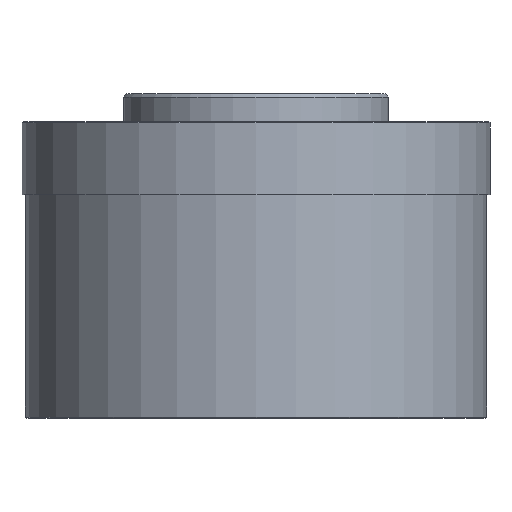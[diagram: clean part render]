
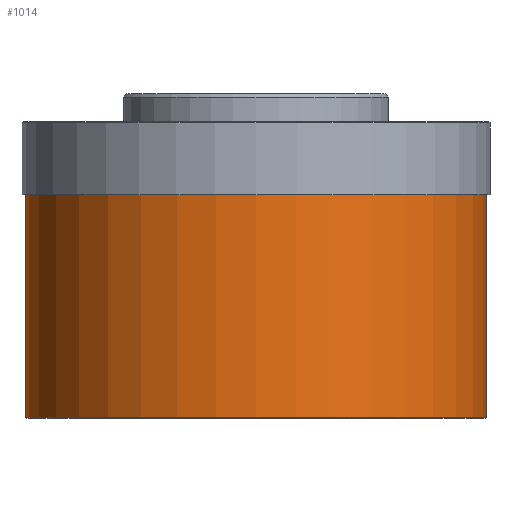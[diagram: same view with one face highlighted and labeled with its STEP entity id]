
A CAD part, front view. The second image highlights one B-rep face of the part: STEP entity #1014.
In plain terms, the highlighted cylindrical face has radius 33 mm (diameter 66 mm), a partial arc.
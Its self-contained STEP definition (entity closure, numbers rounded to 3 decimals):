
#10 = ORIENTED_EDGE ( 'NONE', *, *, #485, .F. ) ;
#29 = VERTEX_POINT ( 'NONE', #458 ) ;
#37 = CARTESIAN_POINT ( 'NONE',  ( 33., 0., 32. ) ) ;
#70 = CARTESIAN_POINT ( 'NONE',  ( 33., 0., 32. ) ) ;
#107 = CARTESIAN_POINT ( 'NONE',  ( -33., 0., 32. ) ) ;
#118 = DIRECTION ( 'NONE',  ( 0., 0., -1. ) ) ;
#124 = VERTEX_POINT ( 'NONE', #775 ) ;
#132 = CARTESIAN_POINT ( 'NONE',  ( 0., 0., 32. ) ) ;
#170 = DIRECTION ( 'NONE',  ( 0., 0., 1. ) ) ;
#245 = DIRECTION ( 'NONE',  ( -1., 0., 0. ) ) ;
#253 = CARTESIAN_POINT ( 'NONE',  ( 0., 0., 32. ) ) ;
#279 = VECTOR ( 'NONE', #336, 1000. ) ;
#304 = VERTEX_POINT ( 'NONE', #597 ) ;
#306 = ORIENTED_EDGE ( 'NONE', *, *, #346, .T. ) ;
#336 = DIRECTION ( 'NONE',  ( 0., 0., -1. ) ) ;
#343 = VERTEX_POINT ( 'NONE', #37 ) ;
#346 = EDGE_CURVE ( 'NONE', #343, #124, #708, .T. ) ;
#407 = EDGE_LOOP ( 'NONE', ( #10, #306, #995, #704 ) ) ;
#452 = AXIS2_PLACEMENT_3D ( 'NONE', #555, #170, #861 ) ;
#458 = CARTESIAN_POINT ( 'NONE',  ( 33., 0., 0.2 ) ) ;
#469 = DIRECTION ( 'NONE',  ( 0., 0., -1. ) ) ;
#477 = CIRCLE ( 'NONE', #452, 33. ) ;
#485 = EDGE_CURVE ( 'NONE', #343, #29, #848, .T. ) ;
#518 = FACE_OUTER_BOUND ( 'NONE', #407, .T. ) ;
#555 = CARTESIAN_POINT ( 'NONE',  ( 0., 0., 0.2 ) ) ;
#597 = CARTESIAN_POINT ( 'NONE',  ( -33., 0., 0.2 ) ) ;
#599 = EDGE_CURVE ( 'NONE', #124, #304, #659, .T. ) ;
#611 = CYLINDRICAL_SURFACE ( 'NONE', #722, 33. ) ;
#620 = VECTOR ( 'NONE', #698, 1000. ) ;
#659 = LINE ( 'NONE', #107, #279 ) ;
#680 = DIRECTION ( 'NONE',  ( -1., 0., 0. ) ) ;
#698 = DIRECTION ( 'NONE',  ( 0., 0., -1. ) ) ;
#704 = ORIENTED_EDGE ( 'NONE', *, *, #984, .T. ) ;
#708 = CIRCLE ( 'NONE', #749, 33. ) ;
#722 = AXIS2_PLACEMENT_3D ( 'NONE', #253, #469, #245 ) ;
#749 = AXIS2_PLACEMENT_3D ( 'NONE', #132, #118, #680 ) ;
#775 = CARTESIAN_POINT ( 'NONE',  ( -33., 0., 32. ) ) ;
#848 = LINE ( 'NONE', #70, #620 ) ;
#861 = DIRECTION ( 'NONE',  ( 1., 0., 0. ) ) ;
#984 = EDGE_CURVE ( 'NONE', #304, #29, #477, .T. ) ;
#995 = ORIENTED_EDGE ( 'NONE', *, *, #599, .T. ) ;
#1014 = ADVANCED_FACE ( 'NONE', ( #518 ), #611, .T. ) ;
